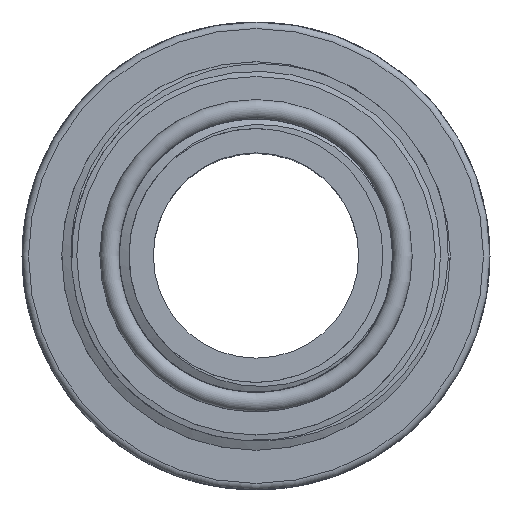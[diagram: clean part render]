
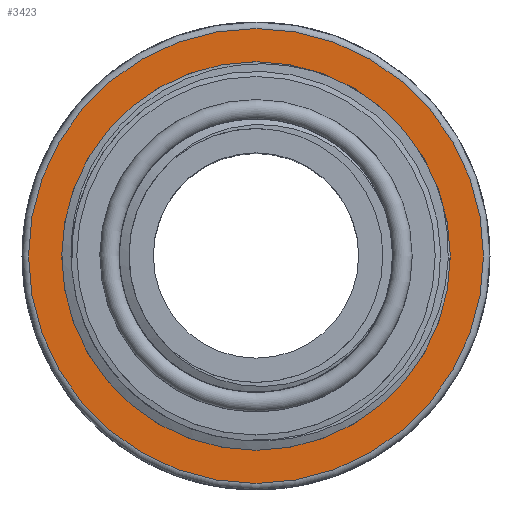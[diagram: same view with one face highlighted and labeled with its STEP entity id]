
A CAD part, top view. The second image highlights one B-rep face of the part: STEP entity #3423.
In plain terms, the highlighted planar face has unit normal (0, 0, 1).
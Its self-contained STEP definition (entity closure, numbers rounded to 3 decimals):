
#3423=ADVANCED_FACE('',(#6265,#6266),#4806,.T.);
#4806=PLANE('',#32192);
#6265=FACE_BOUND('',#7810,.T.);
#6266=FACE_BOUND('',#7811,.T.);
#7810=EDGE_LOOP('',(#21973));
#7811=EDGE_LOOP('',(#21974));
#21973=ORIENTED_EDGE('',*,*,#30055,.T.);
#21974=ORIENTED_EDGE('',*,*,#30056,.T.);
#25842=VERTEX_POINT('',#55280);
#25843=VERTEX_POINT('',#55282);
#30055=EDGE_CURVE('',#25842,#25842,#30693,.T.);
#30056=EDGE_CURVE('',#25843,#25843,#30694,.T.);
#30693=CIRCLE('',#32190,29.807);
#30694=CIRCLE('',#32191,34.9);
#32190=AXIS2_PLACEMENT_3D('',#55279,#38249,#38250);
#32191=AXIS2_PLACEMENT_3D('',#55281,#38251,#38252);
#32192=AXIS2_PLACEMENT_3D('',#55283,#38253,#38254);
#38249=DIRECTION('',(0.,0.,-1.));
#38250=DIRECTION('',(1.,0.,0.));
#38251=DIRECTION('',(0.,0.,1.));
#38252=DIRECTION('',(1.,0.,0.));
#38253=DIRECTION('',(0.,0.,1.));
#38254=DIRECTION('',(-1.,0.,0.));
#55279=CARTESIAN_POINT('',(-268.,-8.,18.));
#55280=CARTESIAN_POINT('',(-238.193,-8.,18.));
#55281=CARTESIAN_POINT('',(-268.,-8.,18.));
#55282=CARTESIAN_POINT('',(-233.1,-8.,18.));
#55283=CARTESIAN_POINT('',(-268.,-8.,18.));
